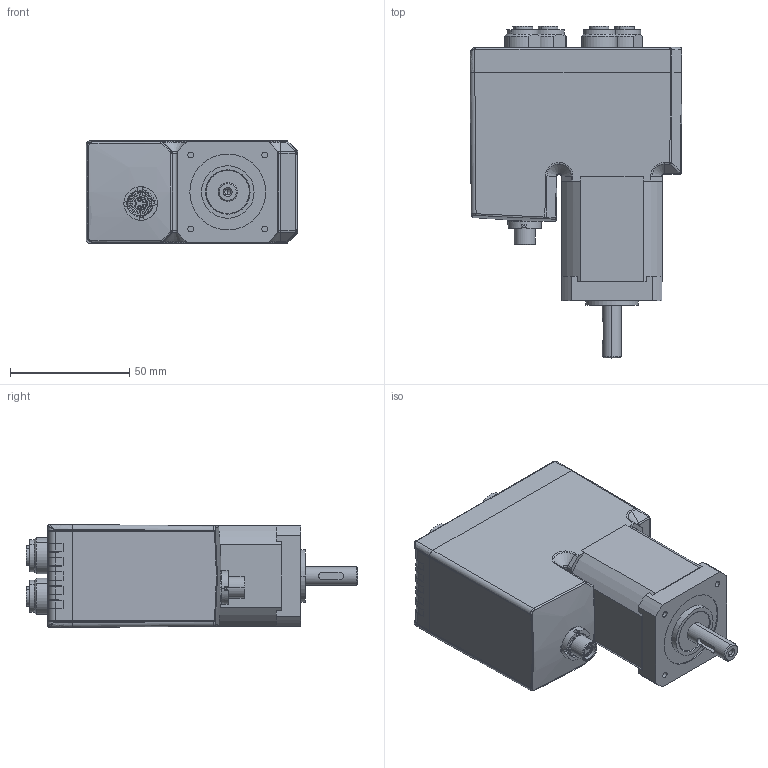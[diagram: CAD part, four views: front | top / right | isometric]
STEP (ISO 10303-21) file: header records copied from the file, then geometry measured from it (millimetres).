
FILE_DESCRIPTION (( 'STEP AP214' ), '1' );
FILE_NAME ('MIS176 M12 on end STO.STEP', '2020-03-05T09:37:30', ( '' ), ( '' ), 'SwSTEP 2.0', 'SolidWorks 2018', '' );
FILE_SCHEMA (( 'AUTOMOTIVE_DESIGN' ));
Length unit declared in the file: millimetre
Products named in the file (1): MIS176 M12 on end STO
Bounding box: 88.76 x 139 x 43.06 mm (x, y, z)
Volume: 322012.7 mm3; surface area: 37223.3 mm2
Topology: 1 solids, 1 shells, 582 faces, 1471 edges, 890 vertices
Faces by surface type: plane 267, cylinder 193, bspline 62, cone 43, torus 11, sphere 6
Entity records: 30991 total; most frequent: CARTESIAN_POINT 11607, ORIENTED_EDGE 2918, DIRECTION 2434, EDGE_CURVE 1459, AXIS2_PLACEMENT_3D 890, VERTEX_POINT 890, LINE 654, VECTOR 654
